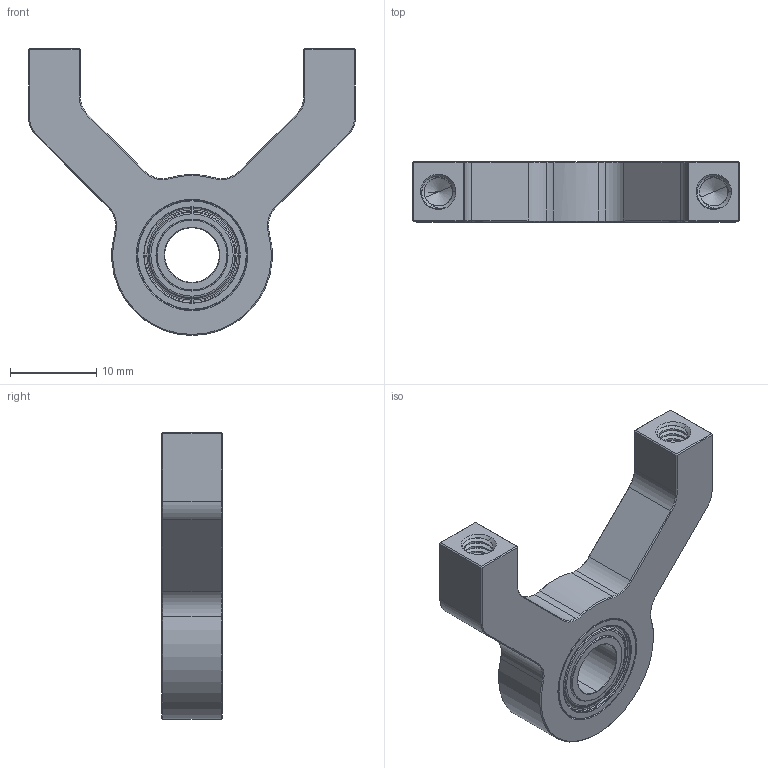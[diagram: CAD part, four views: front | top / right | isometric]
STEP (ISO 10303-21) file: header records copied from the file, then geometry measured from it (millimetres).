
FILE_DESCRIPTION (( 'STEP AP203' ), '1' );
FILE_NAME ('1602-0032-0250 assembly.STEP', '2021-03-09T22:20:52', ( '' ), ( '' ), 'SwSTEP 2.0', 'SolidWorks 2016', '' );
FILE_SCHEMA (( 'CONFIG_CONTROL_DESIGN' ));
Length unit declared in the file: millimetre
Products named in the file (3): 1602-0032-0250 assembly; 1602-0032-0250; 1600-0002-0250
Assembly tree (2 placements, depth 2):
  1602-0032-0250 assembly
    1602-0032-0250
    1600-0002-0250
Bounding box: 38 x 7 x 33.35 mm (x, y, z)
Volume: 3175.4 mm3; surface area: 3039.3 mm2
Topology: 4 solids, 4 shells, 274 faces, 670 edges, 413 vertices
Faces by surface type: cylinder 131, plane 63, cone 56, torus 20, bspline 4
Entity records: 13562 total; most frequent: CARTESIAN_POINT 7290, ORIENTED_EDGE 1332, DIRECTION 1211, EDGE_CURVE 666, AXIS2_PLACEMENT_3D 468, VERTEX_POINT 413, EDGE_LOOP 291, LINE 275
